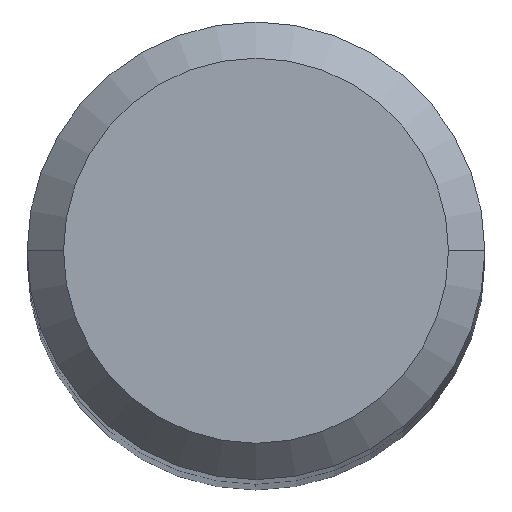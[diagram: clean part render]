
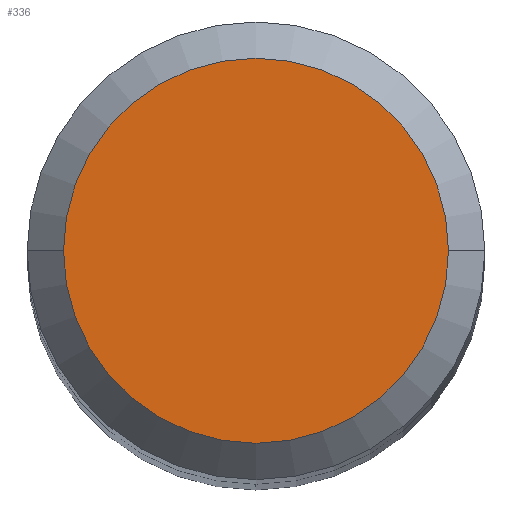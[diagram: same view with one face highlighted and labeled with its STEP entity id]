
A CAD part, top view. The second image highlights one B-rep face of the part: STEP entity #336.
In plain terms, the highlighted planar face has unit normal (0, 0, 1).
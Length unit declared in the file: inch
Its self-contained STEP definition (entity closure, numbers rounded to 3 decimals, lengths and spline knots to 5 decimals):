
#12 = CARTESIAN_POINT ( 'NONE',  ( 0.1656, 0., 0. ) ) ;
#16 = PLANE ( 'NONE',  #43 ) ;
#20 = CARTESIAN_POINT ( 'NONE',  ( 0., 0., 0. ) ) ;
#43 = AXIS2_PLACEMENT_3D ( 'NONE', #133, #157, #247 ) ;
#45 = FACE_OUTER_BOUND ( 'NONE', #240, .T. ) ;
#51 = DIRECTION ( 'NONE',  ( 1., 0., 0. ) ) ;
#60 = AXIS2_PLACEMENT_3D ( 'NONE', #100, #314, #279 ) ;
#73 = CIRCLE ( 'NONE', #237, 0.1656 ) ;
#100 = CARTESIAN_POINT ( 'NONE',  ( 0., 0., 0. ) ) ;
#113 = EDGE_CURVE ( 'NONE', #347, #303, #73, .T. ) ;
#133 = CARTESIAN_POINT ( 'NONE',  ( 0., 0., 0. ) ) ;
#157 = DIRECTION ( 'NONE',  ( 0., 0., -1. ) ) ;
#224 = CARTESIAN_POINT ( 'NONE',  ( -0.1656, 0., 0. ) ) ;
#226 = CIRCLE ( 'NONE', #60, 0.1656 ) ;
#237 = AXIS2_PLACEMENT_3D ( 'NONE', #20, #340, #51 ) ;
#240 = EDGE_LOOP ( 'NONE', ( #389, #301 ) ) ;
#247 = DIRECTION ( 'NONE',  ( -1., 0., 0. ) ) ;
#251 = EDGE_CURVE ( 'NONE', #303, #347, #226, .T. ) ;
#279 = DIRECTION ( 'NONE',  ( 1., 0., 0. ) ) ;
#301 = ORIENTED_EDGE ( 'NONE', *, *, #251, .T. ) ;
#303 = VERTEX_POINT ( 'NONE', #12 ) ;
#314 = DIRECTION ( 'NONE',  ( 0., 0., 1. ) ) ;
#336 = ADVANCED_FACE ( 'NONE', ( #45 ), #16, .F. ) ;
#340 = DIRECTION ( 'NONE',  ( 0., 0., 1. ) ) ;
#347 = VERTEX_POINT ( 'NONE', #224 ) ;
#389 = ORIENTED_EDGE ( 'NONE', *, *, #113, .T. ) ;
